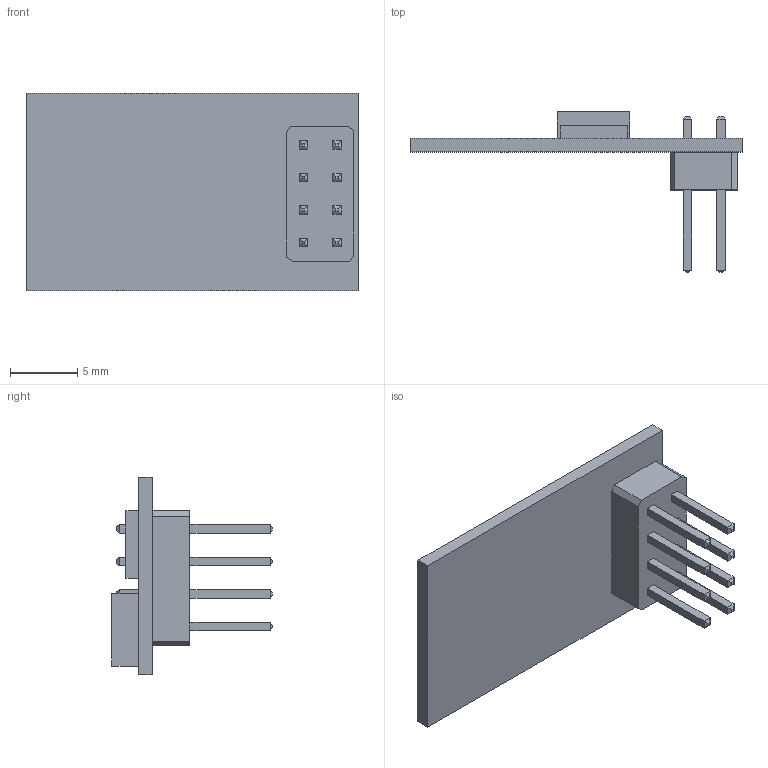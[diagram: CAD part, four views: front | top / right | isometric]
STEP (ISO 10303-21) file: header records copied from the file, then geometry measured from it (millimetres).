
FILE_DESCRIPTION (( 'STEP AP214' ), '1' );
FILE_NAME ('ESP-01S_RevA.STEP', '2020-06-24T14:42:09', ( '' ), ( '' ), 'SwSTEP 2.0', 'SolidWorks 2017', '' );
FILE_SCHEMA (( 'AUTOMOTIVE_DESIGN' ));
Length unit declared in the file: millimetre
Products named in the file (2): ESP-01S_RevA
Bounding box: 24.6 x 11.9 x 14.65 mm (x, y, z)
Volume: 606.9 mm3; surface area: 1097.6 mm2
Topology: 1 solids, 1 shells, 202 faces, 476 edges, 296 vertices
Faces by surface type: plane 202
Entity records: 7859 total; most frequent: CARTESIAN_POINT 976, ORIENTED_EDGE 952, DIRECTION 884, VECTOR 476, LINE 476, EDGE_CURVE 476, VERTEX_POINT 296, EDGE_LOOP 222
